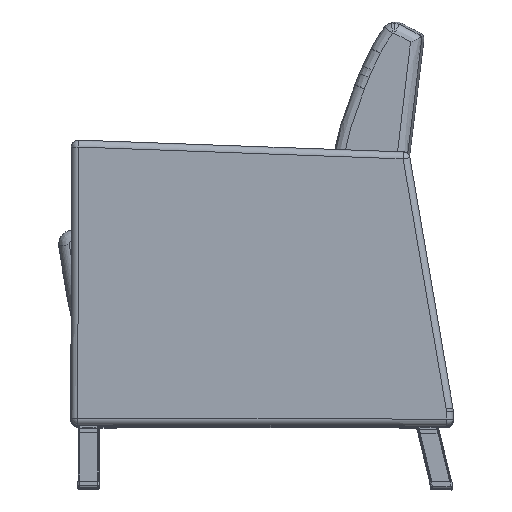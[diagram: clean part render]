
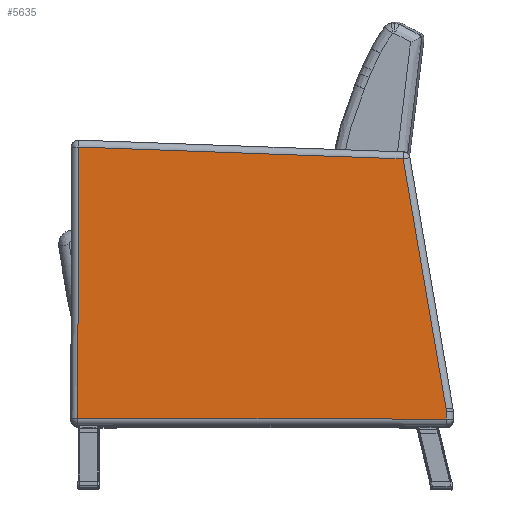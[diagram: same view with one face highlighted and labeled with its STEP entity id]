
A CAD part, top view. The second image highlights one B-rep face of the part: STEP entity #5635.
In plain terms, the highlighted face is planar.
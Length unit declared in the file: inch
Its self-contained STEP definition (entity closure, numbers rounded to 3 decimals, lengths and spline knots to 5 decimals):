
#281=PLANE('',#6309);
#722=FACE_OUTER_BOUND('',#1087,.T.);
#1087=EDGE_LOOP('',(#4571,#4572,#4573,#4574,#4575,#4576));
#1385=CIRCLE('',#6287,2.76057);
#1552=LINE('',#12725,#1917);
#1555=LINE('',#12732,#1920);
#1561=LINE('',#12782,#1926);
#1562=LINE('',#12815,#1927);
#1567=LINE('',#12834,#1932);
#1917=VECTOR('',#7123,0.3937);
#1920=VECTOR('',#7130,0.3937);
#1926=VECTOR('',#7152,0.3937);
#1927=VECTOR('',#7161,0.3937);
#1932=VECTOR('',#7186,0.3937);
#2624=VERTEX_POINT('',#12683);
#2630=VERTEX_POINT('',#12700);
#2637=VERTEX_POINT('',#12728);
#2647=VERTEX_POINT('',#12779);
#2648=VERTEX_POINT('',#12781);
#2650=VERTEX_POINT('',#12800);
#3293=EDGE_CURVE('',#2624,#2630,#1552,.T.);
#3297=EDGE_CURVE('',#2630,#2637,#1555,.T.);
#3309=EDGE_CURVE('',#2647,#2648,#1561,.T.);
#3312=EDGE_CURVE('',#2648,#2650,#1385,.T.);
#3314=EDGE_CURVE('',#2650,#2624,#1562,.T.);
#3325=EDGE_CURVE('',#2637,#2647,#1567,.T.);
#4571=ORIENTED_EDGE('',*,*,#3309,.F.);
#4572=ORIENTED_EDGE('',*,*,#3325,.F.);
#4573=ORIENTED_EDGE('',*,*,#3297,.F.);
#4574=ORIENTED_EDGE('',*,*,#3293,.F.);
#4575=ORIENTED_EDGE('',*,*,#3314,.F.);
#4576=ORIENTED_EDGE('',*,*,#3312,.F.);
#5635=ADVANCED_FACE('',(#722),#281,.F.);
#6287=AXIS2_PLACEMENT_3D('',#12801,#7157,#7158);
#6309=AXIS2_PLACEMENT_3D('',#12849,#7211,#7212);
#7123=DIRECTION('',(1.,0.,0.));
#7130=DIRECTION('',(0.,1.,0.));
#7152=DIRECTION('',(-0.171,-0.985,0.));
#7157=DIRECTION('center_axis',(0.,0.,1.));
#7158=DIRECTION('ref_axis',(-0.998,0.067,0.));
#7161=DIRECTION('',(0.,-1.,0.));
#7186=DIRECTION('',(-0.999,-0.034,0.));
#7211=DIRECTION('center_axis',(0.,0.,1.));
#7212=DIRECTION('ref_axis',(1.,0.,0.));
#12683=CARTESIAN_POINT('',(-12.80724,-9.46034,-1.5));
#12700=CARTESIAN_POINT('',(13.64695,-9.46034,-1.5));
#12725=CARTESIAN_POINT('',(-6.44369,-9.46034,-1.5));
#12728=CARTESIAN_POINT('',(13.64695,10.02647,-1.5));
#12732=CARTESIAN_POINT('',(13.64695,-4.83864,-1.5));
#12779=CARTESIAN_POINT('',(-9.67074,9.22367,-1.5));
#12781=CARTESIAN_POINT('',(-12.79597,-8.73029,-1.5));
#12782=CARTESIAN_POINT('',(-10.27762,5.73723,-1.5));
#12800=CARTESIAN_POINT('',(-12.80724,-8.90205,-1.5));
#12801=CARTESIAN_POINT('Origin',(-10.04831,-8.99696,-1.5));
#12815=CARTESIAN_POINT('',(-12.80724,-4.30537,-1.5));
#12834=CARTESIAN_POINT('',(6.8737,9.79327,-1.5));
#12849=CARTESIAN_POINT('Origin',(0.41985,0.28306,-1.5));
